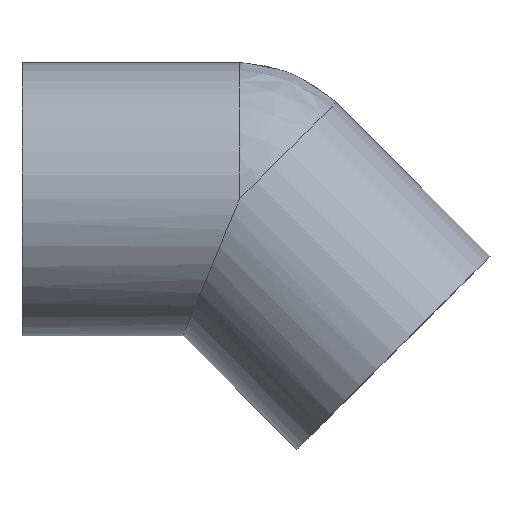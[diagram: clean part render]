
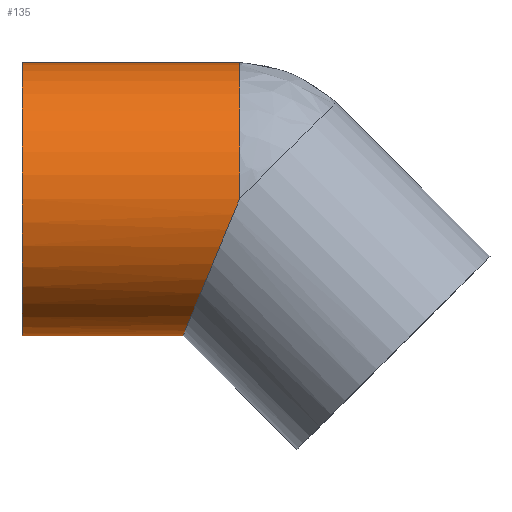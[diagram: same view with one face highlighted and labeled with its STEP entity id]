
A CAD part, top view. The second image highlights one B-rep face of the part: STEP entity #135.
In plain terms, the highlighted cylindrical face has radius 157.5 mm (diameter 315 mm), a partial arc.
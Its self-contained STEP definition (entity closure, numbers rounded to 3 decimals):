
#91 = EDGE_CURVE( '', #149, #115, #227, .T. );
#109 = EDGE_CURVE( '', #149, #147, #247, .T. );
#113 = EDGE_CURVE( '', #141, #147, #251, .T. );
#115 = VERTEX_POINT( '', #253 );
#133 = VERTEX_POINT( '', #273 );
#135 = ADVANCED_FACE( '', ( #275 ), #276, .T. );
#141 = VERTEX_POINT( '', #282 );
#147 = VERTEX_POINT( '', #288 );
#149 = VERTEX_POINT( '', #290 );
#177 = EDGE_CURVE( '', #133, #141, #322, .T. );
#199 = EDGE_CURVE( '', #115, #133, #347, .T. );
#227 = LINE( '', #368, #369 );
#247 = CIRCLE( '', #396, 157.5 );
#251 = LINE( '', #403, #404 );
#253 = CARTESIAN_POINT( '', ( 185.761, -157.5, 0. ) );
#273 = CARTESIAN_POINT( '', ( 251., 0., 157.5 ) );
#275 = FACE_OUTER_BOUND( '', #433, .T. );
#276 = CYLINDRICAL_SURFACE( '', #434, 157.5 );
#282 = CARTESIAN_POINT( '', ( 251., 157.5, 0. ) );
#288 = CARTESIAN_POINT( '', ( 0., 157.5, 0. ) );
#290 = CARTESIAN_POINT( '', ( 0., -157.5, 0. ) );
#322 = CIRCLE( '', #490, 157.5 );
#347 = ELLIPSE( '', #520, 170.477, 157.5 );
#368 = CARTESIAN_POINT( '', ( 125.5, -157.5, 0. ) );
#369 = VECTOR( '', #546, 1. );
#396 = AXIS2_PLACEMENT_3D( '', #573, #574, #575 );
#403 = CARTESIAN_POINT( '', ( 125.5, 157.5, 0. ) );
#404 = VECTOR( '', #577, 1. );
#433 = EDGE_LOOP( '', ( #606, #607, #608, #609, #610 ) );
#434 = AXIS2_PLACEMENT_3D( '', #611, #612, #613 );
#490 = AXIS2_PLACEMENT_3D( '', #662, #663, #664 );
#520 = AXIS2_PLACEMENT_3D( '', #692, #693, #694 );
#546 = DIRECTION( '', ( 1., 0., 0. ) );
#573 = CARTESIAN_POINT( '', ( 0., 0., 0. ) );
#574 = DIRECTION( '', ( -1., 0., 0. ) );
#575 = DIRECTION( '', ( 0., 1., 0. ) );
#577 = DIRECTION( '', ( -1., 0., 0. ) );
#606 = ORIENTED_EDGE( '', *, *, #113, .T. );
#607 = ORIENTED_EDGE( '', *, *, #109, .F. );
#608 = ORIENTED_EDGE( '', *, *, #91, .T. );
#609 = ORIENTED_EDGE( '', *, *, #199, .T. );
#610 = ORIENTED_EDGE( '', *, *, #177, .T. );
#611 = CARTESIAN_POINT( '', ( 125.5, 0., 0. ) );
#612 = DIRECTION( '', ( 1., 0., 0. ) );
#613 = DIRECTION( '', ( 0., 1., 0. ) );
#662 = CARTESIAN_POINT( '', ( 251., 0., 0. ) );
#663 = DIRECTION( '', ( -1., 0., 0. ) );
#664 = DIRECTION( '', ( 0., 1., 0. ) );
#692 = CARTESIAN_POINT( '', ( 251., 0., 0. ) );
#693 = DIRECTION( '', ( -0.924, 0.383, 0. ) );
#694 = DIRECTION( '', ( 0.383, 0.924, 0. ) );
